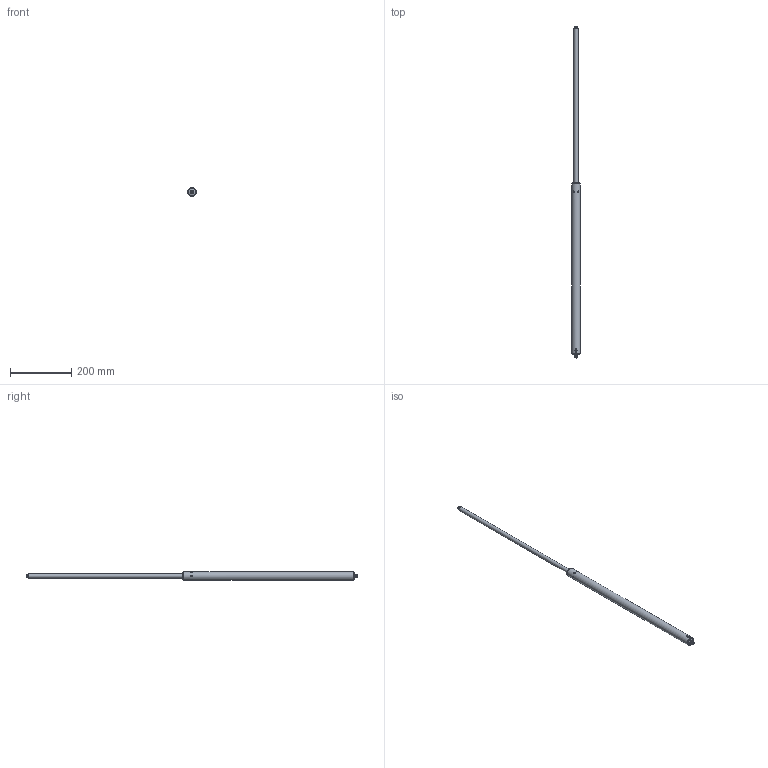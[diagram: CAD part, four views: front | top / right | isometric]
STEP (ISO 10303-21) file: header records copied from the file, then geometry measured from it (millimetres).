
FILE_DESCRIPTION(/* description */ (''),/* implementation_level */ '2;1');
FILE_NAME(/* name */ 'SG-01624296.stp',/* time_stamp */ '2019-10-03T13:26:18+02:00',/* author */ (''),/* organization */ (''),/* preprocessor_version */ 'ST-DEVELOPER v15.2',/* originating_system */ 'Autodesk Translator Framework v2.0.0.5431',/* authorisation */ '');
FILE_SCHEMA (('AUTOMOTIVE_DESIGN { 1 0 10303 214 3 1 1 }'));
Length unit declared in the file: centimetre
Products named in the file (1): (Unsaved)
Bounding box: 28 x 1087 x 28 mm (x, y, z)
Volume: 347316.8 mm3; surface area: 96240.9 mm2
Topology: 2 solids, 2 shells, 151 faces, 347 edges, 218 vertices
Faces by surface type: plane 49, cylinder 48, cone 32, torus 16, sphere 6
Full cylindrical faces by diameter (mm): 8 x12, 8.271 x1, 14 x2, 28 x1
Entity records: 4402 total; most frequent: CARTESIAN_POINT 1316, DIRECTION 637, ORIENTED_EDGE 540, EDGE_CURVE 270, AXIS2_PLACEMENT_3D 267, EDGE_LOOP 233, VERTEX_POINT 205, ADVANCED_FACE 151
